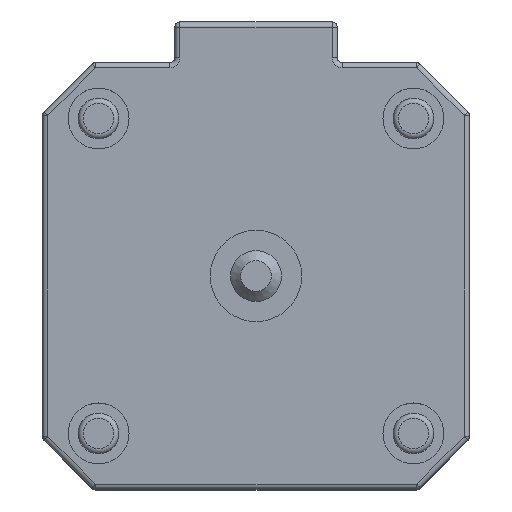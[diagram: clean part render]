
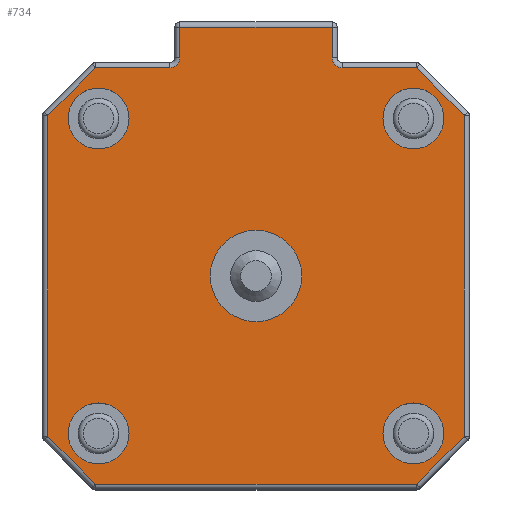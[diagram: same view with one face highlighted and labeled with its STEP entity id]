
A CAD part, top view. The second image highlights one B-rep face of the part: STEP entity #734.
In plain terms, the highlighted planar face has unit normal (0, 0, 1).
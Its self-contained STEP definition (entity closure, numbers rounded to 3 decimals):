
#734=ADVANCED_FACE('',(#1992,#1994,#1996,#1998,#2000,#2002),#2004,.T.);
#1992=FACE_BOUND('',#1993,.T.);
#1993=EDGE_LOOP('',(#2888,#2889,#2890,#2891,#2892,#2893,#2894,#2895,#2896,#2897,
#2898,#2899,#2900,#2901));
#1994=FACE_BOUND('',#1995,.T.);
#1995=EDGE_LOOP('',(#2902));
#1996=FACE_BOUND('',#1997,.T.);
#1997=EDGE_LOOP('',(#2903));
#1998=FACE_BOUND('',#1999,.T.);
#1999=EDGE_LOOP('',(#2904));
#2000=FACE_BOUND('',#2001,.T.);
#2001=EDGE_LOOP('',(#2905));
#2002=FACE_BOUND('',#2003,.T.);
#2003=EDGE_LOOP('',(#2906));
#2004=PLANE('',#2005);
#2005=AXIS2_PLACEMENT_3D('',#2006,#2007,#2008);
#2006=CARTESIAN_POINT('',(0.,0.,40.));
#2007=DIRECTION('',(0.,0.,1.));
#2008=DIRECTION('',(1.,0.,0.));
#2888=ORIENTED_EDGE('',*,*,#3311,.T.);
#2889=ORIENTED_EDGE('',*,*,#3312,.F.);
#2890=ORIENTED_EDGE('',*,*,#3313,.T.);
#2891=ORIENTED_EDGE('',*,*,#3314,.F.);
#2892=ORIENTED_EDGE('',*,*,#3315,.T.);
#2893=ORIENTED_EDGE('',*,*,#3316,.F.);
#2894=ORIENTED_EDGE('',*,*,#3317,.T.);
#2895=ORIENTED_EDGE('',*,*,#3318,.F.);
#2896=ORIENTED_EDGE('',*,*,#3319,.T.);
#2897=ORIENTED_EDGE('',*,*,#3320,.F.);
#2898=ORIENTED_EDGE('',*,*,#3321,.T.);
#2899=ORIENTED_EDGE('',*,*,#3322,.T.);
#2900=ORIENTED_EDGE('',*,*,#3323,.T.);
#2901=ORIENTED_EDGE('',*,*,#3324,.F.);
#2902=ORIENTED_EDGE('',*,*,#3325,.T.);
#2903=ORIENTED_EDGE('',*,*,#3326,.T.);
#2904=ORIENTED_EDGE('',*,*,#3327,.T.);
#2905=ORIENTED_EDGE('',*,*,#3328,.T.);
#2906=ORIENTED_EDGE('',*,*,#3329,.T.);
#3311=EDGE_CURVE('',#3692,#3693,#3694,.T.);
#3312=EDGE_CURVE('',#3695,#3693,#3696,.F.);
#3313=EDGE_CURVE('',#3695,#3697,#3698,.T.);
#3314=EDGE_CURVE('',#3699,#3697,#3700,.F.);
#3315=EDGE_CURVE('',#3699,#3701,#3702,.T.);
#3316=EDGE_CURVE('',#3703,#3701,#3704,.F.);
#3317=EDGE_CURVE('',#3703,#3705,#3706,.T.);
#3318=EDGE_CURVE('',#3707,#3705,#3708,.F.);
#3319=EDGE_CURVE('',#3707,#3709,#3710,.T.);
#3320=EDGE_CURVE('',#3711,#3709,#3712,.F.);
#3321=EDGE_CURVE('',#3711,#3713,#3714,.T.);
#3322=EDGE_CURVE('',#3713,#3715,#3716,.T.);
#3323=EDGE_CURVE('',#3715,#3717,#3718,.T.);
#3324=EDGE_CURVE('',#3692,#3717,#3719,.F.);
#3325=EDGE_CURVE('',#3720,#3720,#3721,.F.);
#3326=EDGE_CURVE('',#3722,#3722,#3723,.F.);
#3327=EDGE_CURVE('',#3724,#3724,#3725,.F.);
#3328=EDGE_CURVE('',#3726,#3726,#3727,.F.);
#3329=EDGE_CURVE('',#3728,#3728,#3729,.F.);
#3692=VERTEX_POINT('',#4607);
#3693=VERTEX_POINT('',#4608);
#3694=LINE('',#4609,#4610);
#3695=VERTEX_POINT('',#4612);
#3696=LINE('',#4613,#4614);
#3697=VERTEX_POINT('',#4616);
#3698=LINE('',#4617,#4618);
#3699=VERTEX_POINT('',#4620);
#3700=LINE('',#4621,#4622);
#3701=VERTEX_POINT('',#4624);
#3702=LINE('',#4625,#4626);
#3703=VERTEX_POINT('',#4628);
#3704=LINE('',#4629,#4630);
#3705=VERTEX_POINT('',#4632);
#3706=LINE('',#4633,#4634);
#3707=VERTEX_POINT('',#4636);
#3708=LINE('',#4637,#4638);
#3709=VERTEX_POINT('',#4640);
#3710=LINE('',#4641,#4642);
#3711=VERTEX_POINT('',#4644);
#3712=CIRCLE('',#4645,1.);
#3713=VERTEX_POINT('',#4649);
#3714=LINE('',#4650,#4651);
#3715=VERTEX_POINT('',#4653);
#3716=LINE('',#4654,#4655);
#3717=VERTEX_POINT('',#4657);
#3718=LINE('',#4658,#4659);
#3719=CIRCLE('',#4661,1.);
#3720=VERTEX_POINT('',#4665);
#3721=CIRCLE('',#4666,3.);
#3722=VERTEX_POINT('',#4670);
#3723=CIRCLE('',#4671,3.);
#3724=VERTEX_POINT('',#4675);
#3725=CIRCLE('',#4676,3.);
#3726=VERTEX_POINT('',#4680);
#3727=CIRCLE('',#4681,3.);
#3728=VERTEX_POINT('',#4685);
#3729=CIRCLE('',#4686,4.5);
#4607=CARTESIAN_POINT('',(12.5,41.5,40.));
#4608=CARTESIAN_POINT('',(5.207,41.5,40.));
#4609=CARTESIAN_POINT('',(12.5,41.5,40.));
#4610=VECTOR('',#4611,1.);
#4611=DIRECTION('',(-1.,0.,0.));
#4612=CARTESIAN_POINT('',(0.5,36.793,40.));
#4613=CARTESIAN_POINT('',(5.207,41.5,40.));
#4614=VECTOR('',#4615,1.);
#4615=DIRECTION('',(-0.707,-0.707,0.));
#4616=CARTESIAN_POINT('',(0.5,5.207,40.));
#4617=CARTESIAN_POINT('',(0.5,36.793,40.));
#4618=VECTOR('',#4619,1.);
#4619=DIRECTION('',(0.,-1.,0.));
#4620=CARTESIAN_POINT('',(5.207,0.5,40.));
#4621=CARTESIAN_POINT('',(0.5,5.207,40.));
#4622=VECTOR('',#4623,1.);
#4623=DIRECTION('',(0.707,-0.707,0.));
#4624=CARTESIAN_POINT('',(36.793,0.5,40.));
#4625=CARTESIAN_POINT('',(5.207,0.5,40.));
#4626=VECTOR('',#4627,1.);
#4627=DIRECTION('',(1.,0.,0.));
#4628=CARTESIAN_POINT('',(41.5,5.207,40.));
#4629=CARTESIAN_POINT('',(36.793,0.5,40.));
#4630=VECTOR('',#4631,1.);
#4631=DIRECTION('',(0.707,0.707,0.));
#4632=CARTESIAN_POINT('',(41.5,36.793,40.));
#4633=CARTESIAN_POINT('',(41.5,5.207,40.));
#4634=VECTOR('',#4635,1.);
#4635=DIRECTION('',(0.,1.,0.));
#4636=CARTESIAN_POINT('',(36.793,41.5,40.));
#4637=CARTESIAN_POINT('',(41.5,36.793,40.));
#4638=VECTOR('',#4639,1.);
#4639=DIRECTION('',(-0.707,0.707,0.));
#4640=CARTESIAN_POINT('',(29.5,41.5,40.));
#4641=CARTESIAN_POINT('',(36.793,41.5,40.));
#4642=VECTOR('',#4643,1.);
#4643=DIRECTION('',(-1.,0.,0.));
#4644=CARTESIAN_POINT('',(28.5,42.5,40.));
#4645=AXIS2_PLACEMENT_3D('',#4646,#4647,#4648);
#4646=CARTESIAN_POINT('',(29.5,42.5,40.));
#4647=DIRECTION('',(0.,0.,-1.));
#4648=DIRECTION('',(0.,-1.,0.));
#4649=CARTESIAN_POINT('',(28.5,45.5,40.));
#4650=CARTESIAN_POINT('',(28.5,42.5,40.));
#4651=VECTOR('',#4652,1.);
#4652=DIRECTION('',(0.,1.,0.));
#4653=CARTESIAN_POINT('',(13.5,45.5,40.));
#4654=CARTESIAN_POINT('',(28.5,45.5,40.));
#4655=VECTOR('',#4656,1.);
#4656=DIRECTION('',(-1.,0.,0.));
#4657=CARTESIAN_POINT('',(13.5,42.5,40.));
#4658=CARTESIAN_POINT('',(13.5,45.5,40.));
#4659=VECTOR('',#4660,1.);
#4660=DIRECTION('',(0.,-1.,0.));
#4661=AXIS2_PLACEMENT_3D('',#4662,#4663,#4664);
#4662=CARTESIAN_POINT('',(12.5,42.5,40.));
#4663=DIRECTION('',(0.,0.,-1.));
#4664=DIRECTION('',(1.,0.,0.));
#4665=CARTESIAN_POINT('',(36.5,39.5,40.));
#4666=AXIS2_PLACEMENT_3D('',#4667,#4668,#4669);
#4667=CARTESIAN_POINT('',(36.5,36.5,40.));
#4668=DIRECTION('',(0.,0.,1.));
#4669=DIRECTION('',(0.,1.,0.));
#4670=CARTESIAN_POINT('',(36.5,8.5,40.));
#4671=AXIS2_PLACEMENT_3D('',#4672,#4673,#4674);
#4672=CARTESIAN_POINT('',(36.5,5.5,40.));
#4673=DIRECTION('',(0.,0.,1.));
#4674=DIRECTION('',(0.,1.,0.));
#4675=CARTESIAN_POINT('',(5.5,39.5,40.));
#4676=AXIS2_PLACEMENT_3D('',#4677,#4678,#4679);
#4677=CARTESIAN_POINT('',(5.5,36.5,40.));
#4678=DIRECTION('',(0.,0.,1.));
#4679=DIRECTION('',(0.,1.,0.));
#4680=CARTESIAN_POINT('',(5.5,8.5,40.));
#4681=AXIS2_PLACEMENT_3D('',#4682,#4683,#4684);
#4682=CARTESIAN_POINT('',(5.5,5.5,40.));
#4683=DIRECTION('',(0.,0.,1.));
#4684=DIRECTION('',(0.,1.,0.));
#4685=CARTESIAN_POINT('',(21.,25.5,40.));
#4686=AXIS2_PLACEMENT_3D('',#4687,#4688,#4689);
#4687=CARTESIAN_POINT('',(21.,21.,40.));
#4688=DIRECTION('',(0.,0.,1.));
#4689=DIRECTION('',(0.,1.,0.));
